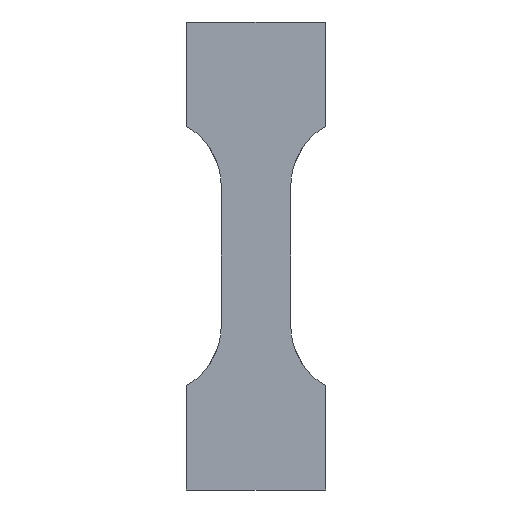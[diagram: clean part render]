
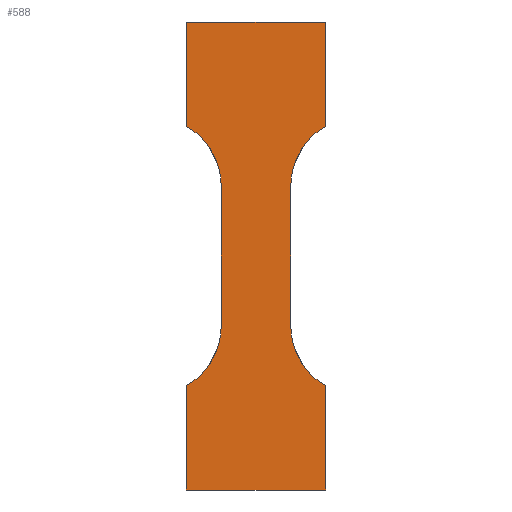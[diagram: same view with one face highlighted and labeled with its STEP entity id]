
A CAD part, left-side view. The second image highlights one B-rep face of the part: STEP entity #588.
In plain terms, the highlighted planar face has unit normal (-1, 0, 0).
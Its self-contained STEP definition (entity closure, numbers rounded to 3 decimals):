
#40=CARTESIAN_POINT('Vertex',(0.,0.,0.)) ;
#45=CARTESIAN_POINT('Line Origine',(0.,5.,0.)) ;
#49=CARTESIAN_POINT('Vertex',(0.,10.,0.)) ;
#76=CARTESIAN_POINT('Line Origine',(0.,10.,7.5)) ;
#80=CARTESIAN_POINT('Vertex',(0.,10.,15.)) ;
#115=CARTESIAN_POINT('Control Point',(0.,10.,15.)) ;
#116=CARTESIAN_POINT('Control Point',(0.,9.136,15.498)) ;
#117=CARTESIAN_POINT('Control Point',(0.,7.954,16.442)) ;
#118=CARTESIAN_POINT('Control Point',(0.,6.706,18.005)) ;
#119=CARTESIAN_POINT('Control Point',(0.,5.957,19.304)) ;
#120=CARTESIAN_POINT('Control Point',(0.,5.227,21.167)) ;
#121=CARTESIAN_POINT('Control Point',(0.,4.997,22.662)) ;
#122=CARTESIAN_POINT('Control Point',(0.,5.,23.66)) ;
#123=CARTESIAN_POINT('Vertex',(0.,5.,23.66)) ;
#155=CARTESIAN_POINT('Line Origine',(0.,5.,28.66)) ;
#159=CARTESIAN_POINT('Vertex',(0.,5.,33.66)) ;
#181=CARTESIAN_POINT('Line Origine',(0.,5.,38.66)) ;
#185=CARTESIAN_POINT('Vertex',(0.,5.,43.66)) ;
#220=CARTESIAN_POINT('Control Point',(0.,10.,52.32)) ;
#221=CARTESIAN_POINT('Control Point',(0.,9.136,51.822)) ;
#222=CARTESIAN_POINT('Control Point',(0.,7.954,50.878)) ;
#223=CARTESIAN_POINT('Control Point',(0.,6.706,49.315)) ;
#224=CARTESIAN_POINT('Control Point',(0.,5.957,48.016)) ;
#225=CARTESIAN_POINT('Control Point',(0.,5.227,46.153)) ;
#226=CARTESIAN_POINT('Control Point',(0.,4.997,44.658)) ;
#227=CARTESIAN_POINT('Control Point',(0.,5.,43.66)) ;
#228=CARTESIAN_POINT('Vertex',(0.,10.,52.32)) ;
#255=CARTESIAN_POINT('Line Origine',(0.,10.,59.82)) ;
#259=CARTESIAN_POINT('Vertex',(0.,10.,67.32)) ;
#286=CARTESIAN_POINT('Line Origine',(0.,5.,67.32)) ;
#290=CARTESIAN_POINT('Vertex',(0.,0.,67.32)) ;
#312=CARTESIAN_POINT('Line Origine',(0.,-5.,67.32)) ;
#316=CARTESIAN_POINT('Vertex',(0.,-10.,67.32)) ;
#343=CARTESIAN_POINT('Line Origine',(0.,-10.,59.82)) ;
#347=CARTESIAN_POINT('Vertex',(0.,-10.,52.32)) ;
#382=CARTESIAN_POINT('Control Point',(0.,-10.,52.32)) ;
#383=CARTESIAN_POINT('Control Point',(0.,-9.136,51.822)) ;
#384=CARTESIAN_POINT('Control Point',(0.,-7.954,50.878)) ;
#385=CARTESIAN_POINT('Control Point',(0.,-6.706,49.315)) ;
#386=CARTESIAN_POINT('Control Point',(0.,-5.957,48.016)) ;
#387=CARTESIAN_POINT('Control Point',(0.,-5.227,46.153)) ;
#388=CARTESIAN_POINT('Control Point',(0.,-4.997,44.658)) ;
#389=CARTESIAN_POINT('Control Point',(0.,-5.,43.66)) ;
#390=CARTESIAN_POINT('Vertex',(0.,-5.,43.66)) ;
#422=CARTESIAN_POINT('Line Origine',(0.,-5.,38.66)) ;
#426=CARTESIAN_POINT('Vertex',(0.,-5.,33.66)) ;
#448=CARTESIAN_POINT('Line Origine',(0.,-5.,28.66)) ;
#452=CARTESIAN_POINT('Vertex',(0.,-5.,23.66)) ;
#487=CARTESIAN_POINT('Control Point',(0.,-10.,15.)) ;
#488=CARTESIAN_POINT('Control Point',(0.,-9.136,15.498)) ;
#489=CARTESIAN_POINT('Control Point',(0.,-7.954,16.442)) ;
#490=CARTESIAN_POINT('Control Point',(0.,-6.706,18.005)) ;
#491=CARTESIAN_POINT('Control Point',(0.,-5.957,19.304)) ;
#492=CARTESIAN_POINT('Control Point',(0.,-5.227,21.167)) ;
#493=CARTESIAN_POINT('Control Point',(0.,-4.997,22.662)) ;
#494=CARTESIAN_POINT('Control Point',(0.,-5.,23.66)) ;
#495=CARTESIAN_POINT('Vertex',(0.,-10.,15.)) ;
#522=CARTESIAN_POINT('Line Origine',(0.,-10.,7.5)) ;
#526=CARTESIAN_POINT('Vertex',(0.,-10.,0.)) ;
#548=CARTESIAN_POINT('Line Origine',(0.,-5.,0.)) ;
#565=CARTESIAN_POINT('Axis2P3D Location',(0.,0.,0.)) ;
#47=VECTOR('Line Direction',#46,1.) ;
#78=VECTOR('Line Direction',#77,1.) ;
#157=VECTOR('Line Direction',#156,1.) ;
#183=VECTOR('Line Direction',#182,1.) ;
#257=VECTOR('Line Direction',#256,1.) ;
#288=VECTOR('Line Direction',#287,1.) ;
#314=VECTOR('Line Direction',#313,1.) ;
#345=VECTOR('Line Direction',#344,1.) ;
#424=VECTOR('Line Direction',#423,1.) ;
#450=VECTOR('Line Direction',#449,1.) ;
#524=VECTOR('Line Direction',#523,1.) ;
#550=VECTOR('Line Direction',#549,1.) ;
#46=DIRECTION('Vector Direction',(0.,1.,0.)) ;
#77=DIRECTION('Vector Direction',(0.,0.,1.)) ;
#156=DIRECTION('Vector Direction',(0.,0.,-1.)) ;
#182=DIRECTION('Vector Direction',(0.,0.,1.)) ;
#256=DIRECTION('Vector Direction',(0.,0.,-1.)) ;
#287=DIRECTION('Vector Direction',(0.,1.,0.)) ;
#313=DIRECTION('Vector Direction',(0.,-1.,0.)) ;
#344=DIRECTION('Vector Direction',(0.,0.,-1.)) ;
#423=DIRECTION('Vector Direction',(0.,0.,1.)) ;
#449=DIRECTION('Vector Direction',(0.,0.,-1.)) ;
#523=DIRECTION('Vector Direction',(0.,0.,1.)) ;
#549=DIRECTION('Vector Direction',(0.,-1.,0.)) ;
#566=DIRECTION('Axis2P3D Direction',(1.,0.,0.)) ;
#567=DIRECTION('Axis2P3D XDirection',(0.,1.,0.)) ;
#568=AXIS2_PLACEMENT_3D('Plane Axis2P3D',#565,#566,#567) ;
#48=LINE('Line',#45,#47) ;
#79=LINE('Line',#76,#78) ;
#158=LINE('Line',#155,#157) ;
#184=LINE('Line',#181,#183) ;
#258=LINE('Line',#255,#257) ;
#289=LINE('Line',#286,#288) ;
#315=LINE('Line',#312,#314) ;
#346=LINE('Line',#343,#345) ;
#425=LINE('Line',#422,#424) ;
#451=LINE('Line',#448,#450) ;
#525=LINE('Line',#522,#524) ;
#551=LINE('Line',#548,#550) ;
#569=PLANE('',#568) ;
#51=EDGE_CURVE('',#41,#50,#48,.T.) ;
#82=EDGE_CURVE('',#50,#81,#79,.T.) ;
#125=EDGE_CURVE('',#81,#124,#114,.T.) ;
#161=EDGE_CURVE('',#124,#160,#158,.F.) ;
#187=EDGE_CURVE('',#160,#186,#184,.T.) ;
#230=EDGE_CURVE('',#186,#229,#219,.F.) ;
#261=EDGE_CURVE('',#229,#260,#258,.F.) ;
#292=EDGE_CURVE('',#260,#291,#289,.F.) ;
#318=EDGE_CURVE('',#291,#317,#315,.T.) ;
#349=EDGE_CURVE('',#317,#348,#346,.T.) ;
#392=EDGE_CURVE('',#348,#391,#381,.T.) ;
#428=EDGE_CURVE('',#391,#427,#425,.F.) ;
#454=EDGE_CURVE('',#427,#453,#451,.T.) ;
#497=EDGE_CURVE('',#453,#496,#486,.F.) ;
#528=EDGE_CURVE('',#496,#527,#525,.F.) ;
#552=EDGE_CURVE('',#527,#41,#551,.F.) ;
#571=ORIENTED_EDGE('',*,*,#552,.F.) ;
#572=ORIENTED_EDGE('',*,*,#528,.F.) ;
#573=ORIENTED_EDGE('',*,*,#497,.F.) ;
#574=ORIENTED_EDGE('',*,*,#454,.F.) ;
#575=ORIENTED_EDGE('',*,*,#428,.F.) ;
#576=ORIENTED_EDGE('',*,*,#392,.F.) ;
#577=ORIENTED_EDGE('',*,*,#349,.F.) ;
#578=ORIENTED_EDGE('',*,*,#318,.F.) ;
#579=ORIENTED_EDGE('',*,*,#292,.F.) ;
#580=ORIENTED_EDGE('',*,*,#261,.F.) ;
#581=ORIENTED_EDGE('',*,*,#230,.F.) ;
#582=ORIENTED_EDGE('',*,*,#187,.F.) ;
#583=ORIENTED_EDGE('',*,*,#161,.F.) ;
#584=ORIENTED_EDGE('',*,*,#125,.F.) ;
#585=ORIENTED_EDGE('',*,*,#82,.F.) ;
#586=ORIENTED_EDGE('',*,*,#51,.F.) ;
#570=EDGE_LOOP('',(#571,#572,#573,#574,#575,#576,#577,#578,#579,#580,#581,#582,#583,#584,#585,#586)) ;
#41=VERTEX_POINT('',#40) ;
#50=VERTEX_POINT('',#49) ;
#81=VERTEX_POINT('',#80) ;
#124=VERTEX_POINT('',#123) ;
#160=VERTEX_POINT('',#159) ;
#186=VERTEX_POINT('',#185) ;
#229=VERTEX_POINT('',#228) ;
#260=VERTEX_POINT('',#259) ;
#291=VERTEX_POINT('',#290) ;
#317=VERTEX_POINT('',#316) ;
#348=VERTEX_POINT('',#347) ;
#391=VERTEX_POINT('',#390) ;
#427=VERTEX_POINT('',#426) ;
#453=VERTEX_POINT('',#452) ;
#496=VERTEX_POINT('',#495) ;
#527=VERTEX_POINT('',#526) ;
#588=ADVANCED_FACE('PartBody',(#587),#569,.F.) ;
#114=B_SPLINE_CURVE_WITH_KNOTS('',3,(#115,#116,#117,#118,#119,#120,#121,#122),.UNSPECIFIED.,.F.,.U.,(4,1,1,1,1,4),(0.,2.989,4.483,5.978,7.472,10.462),.UNSPECIFIED.) ;
#219=B_SPLINE_CURVE_WITH_KNOTS('',3,(#220,#221,#222,#223,#224,#225,#226,#227),.UNSPECIFIED.,.F.,.U.,(4,1,1,1,1,4),(0.,2.989,4.483,5.978,7.472,10.462),.UNSPECIFIED.) ;
#381=B_SPLINE_CURVE_WITH_KNOTS('',3,(#382,#383,#384,#385,#386,#387,#388,#389),.UNSPECIFIED.,.F.,.U.,(4,1,1,1,1,4),(0.,2.989,4.483,5.978,7.472,10.462),.UNSPECIFIED.) ;
#486=B_SPLINE_CURVE_WITH_KNOTS('',3,(#487,#488,#489,#490,#491,#492,#493,#494),.UNSPECIFIED.,.F.,.U.,(4,1,1,1,1,4),(0.,2.989,4.483,5.978,7.472,10.462),.UNSPECIFIED.) ;
#587=FACE_OUTER_BOUND('',#570,.T.) ;
